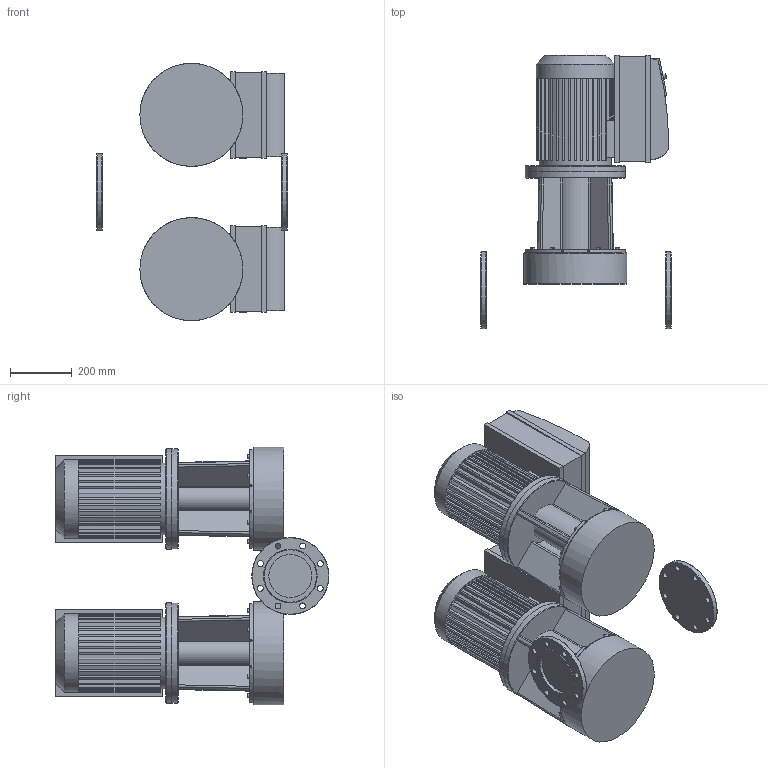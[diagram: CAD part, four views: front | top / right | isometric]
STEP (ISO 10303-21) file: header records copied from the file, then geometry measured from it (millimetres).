
FILE_DESCRIPTION(/* description */ (''),/* implementation_level */ '2;1');
FILE_NAME(/* name */ '3d_DL-E125_210-5_5_4R1-2159470.stp',/* time_stamp */ '2016-12-21T12:01:35+01:00',/* author */ ('Andrzej'),/* organization */ (''),/* preprocessor_version */ 'ST-DEVELOPER v15.5',/* originating_system */ 'AutoCAD Mechanical',/* authorisation */ '');
FILE_SCHEMA (('AUTOMOTIVE_DESIGN { 1 0 10303 214 3 1 1 }'));
Products named in the file (1): Product
Bounding box: 620 x 887.5 x 834 mm (x, y, z)
Volume: 98305050.3 mm3; surface area: 3948348.4 mm2
Topology: 20 solids, 20 shells, 1220 faces, 3082 edges, 1968 vertices
Faces by surface type: plane 874, cylinder 232, bspline 74, torus 28, cone 12
Full cylindrical faces by diameter (mm): 10 x4, 13 x16, 14 x8, 15 x2, 18 x2, 19 x16, 20 x2, 22 x2, 25 x2, 80 x2, 139.7 x2, 234 x2, 250 x2, 254 x2, 325 x4, 334 x2
Entity records: 56160 total; most frequent: CARTESIAN_POINT 26224, DIRECTION 6122, ORIENTED_EDGE 6080, EDGE_CURVE 3040, AXIS2_PLACEMENT_3D 2126, VERTEX_POINT 2011, LINE 1870, VECTOR 1870
